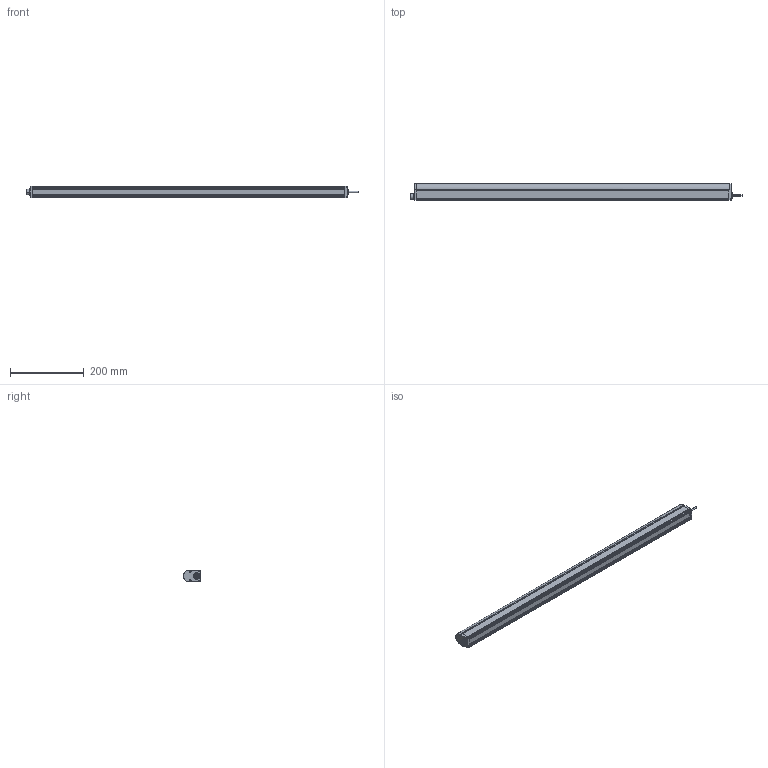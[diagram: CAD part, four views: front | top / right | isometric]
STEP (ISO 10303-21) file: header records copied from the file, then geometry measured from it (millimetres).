
FILE_DESCRIPTION((''),'2;1');
FILE_NAME('221675_SM01_ASM','2021-02-03T13:53:42',('nbanister'),('BANNER ENGINEERING CORP.'),'CREO PARAMETRIC BY PTC INC, 2019292','CREO PARAMETRIC BY PTC INC, 2019292','');
FILE_SCHEMA(('CONFIG_CONTROL_DESIGN','SHAPE_APPEARANCE_LAYERS_GROUPS'));
Products named in the file (2): 221675_SM01; 221675_SM01_ASM
Assembly tree (1 placements, depth 2):
  221675_SM01_ASM
    221675_SM01
Bounding box: 902.45 x 46 x 32 mm (x, y, z)
Volume: 1134935.4 mm3; surface area: 163491.1 mm2
Topology: 1 solids, 1 shells, 1211 faces, 3888 edges, 2529 vertices
Faces by surface type: cylinder 659, plane 313, bspline 156, cone 42, torus 29, sphere 12
Entity records: 168553 total; most frequent: CARTESIAN_POINT 127898, ORIENTED_EDGE 7776, DIRECTION 5437, EDGE_CURVE 3888, VERTEX_POINT 2529, VECTOR 1993, LINE 1993, AXIS2_PLACEMENT_3D 1722
